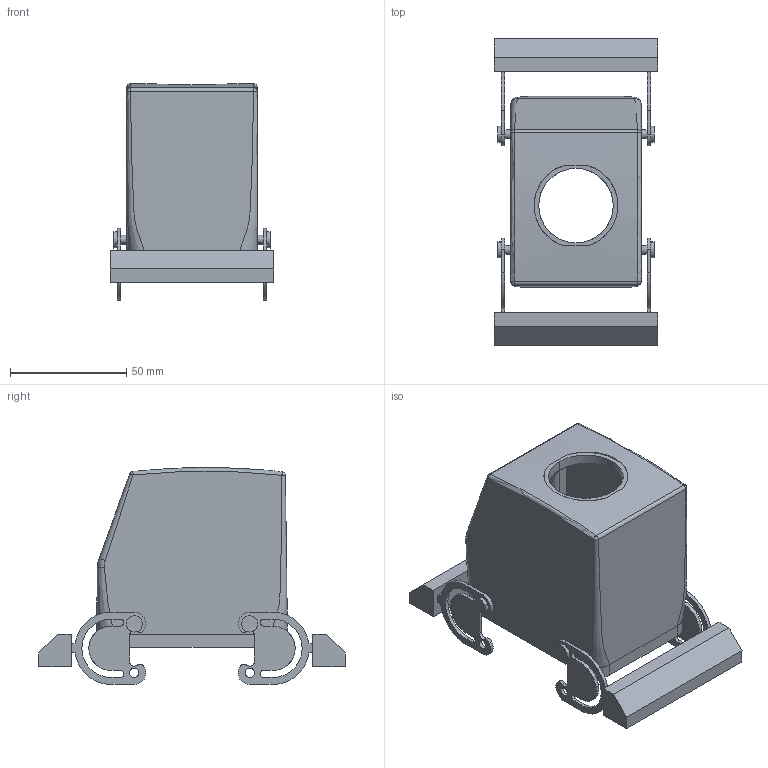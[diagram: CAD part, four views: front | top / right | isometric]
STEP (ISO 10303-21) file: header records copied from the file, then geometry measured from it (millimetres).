
FILE_DESCRIPTION(('CATIA V5 STEP Exchange','CAx-IF Rec.Pracs.--- Model Styling and Organization---1.4--- 2014-01-23'),'2;1');
FILE_NAME ('021634-1_2', '2019-10-26T09:03:48+00:00', ('none'), ('Weidmueller'), 'CATIA Version 5-6 Release 2016 SP3 HF44', 'CATIA V5 STEP AP214', 'none');
FILE_SCHEMA(('AUTOMOTIVE_DESIGN { 1 0 10303 214 1 1 1 1 }'));
Length unit declared in the file: millimetre
Products named in the file (1): 1788070000
Bounding box: 70 x 131.6 x 93.1 mm (x, y, z)
Volume: 119391.4 mm3; surface area: 61203.5 mm2
Topology: 2 solids, 6 shells, 297 faces, 769 edges, 500 vertices
Faces by surface type: plane 152, cylinder 131, bspline 12, torus 2
Entity records: 9951 total; most frequent: CARTESIAN_POINT 3141, ORIENTED_EDGE 1538, DIRECTION 1086, EDGE_CURVE 769, VERTEX_POINT 500, AXIS2_PLACEMENT_3D 459, VECTOR 441, LINE 441
